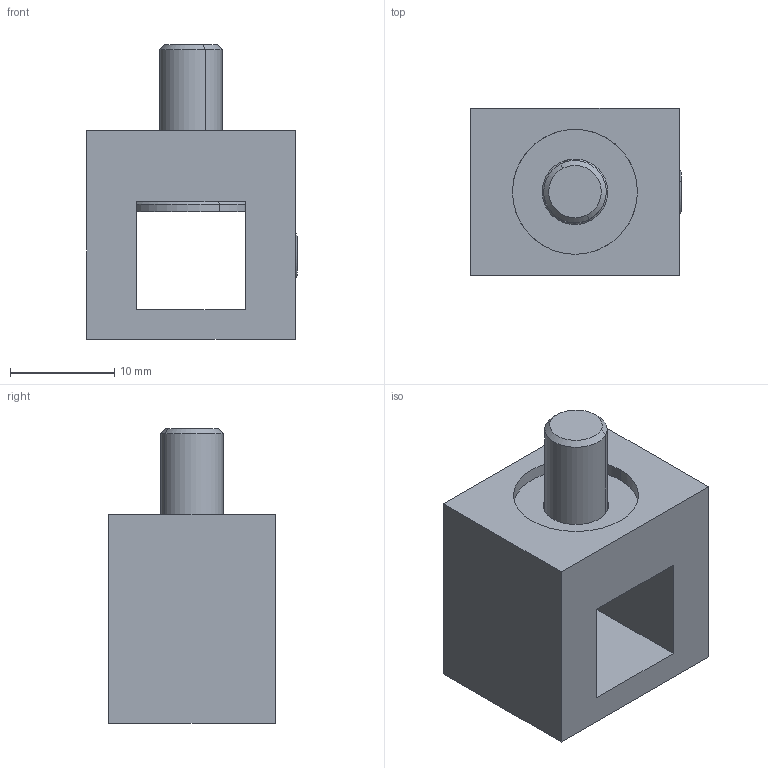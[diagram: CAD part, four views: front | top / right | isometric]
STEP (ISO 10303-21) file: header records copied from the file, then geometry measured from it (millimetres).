
FILE_DESCRIPTION (( 'STEP AP203' ), '1' );
FILE_NAME ('A_4810-000.STEP', '2024-05-31T06:50:48', ( '' ), ( '' ), 'SwSTEP 2.0', 'SolidWorks 2019', '' );
FILE_SCHEMA (( 'CONFIG_CONTROL_DESIGN' ));
Length unit declared in the file: millimetre
Products named in the file (6): SCREW_DIN913_M5x5_A2; A_4810-000.P1; Skrutka DIN 7991_Skrutka M 6x 45 ; A_4810-000.P2; SCREW_DIN914_M5x5_A2; A_4810-000
Assembly tree (5 placements, depth 2):
  A_4810-000
    A_4810-000.P1
    A_4810-000.P2
    SCREW_DIN914_M5x5_A2
    SCREW_DIN913_M5x5_A2
    Skrutka DIN 7991_Skrutka M 6x 45 
Bounding box: 20.2 x 16 x 28.25 mm (x, y, z)
Volume: 4787.5 mm3; surface area: 3885.7 mm2
Topology: 5 solids, 5 shells, 94 faces, 215 edges, 128 vertices
Faces by surface type: plane 52, cone 22, cylinder 20
Entity records: 3289 total; most frequent: CARTESIAN_POINT 499, DIRECTION 485, ORIENTED_EDGE 422, EDGE_CURVE 211, AXIS2_PLACEMENT_3D 174, LINE 137, VECTOR 137, VERTEX_POINT 128
